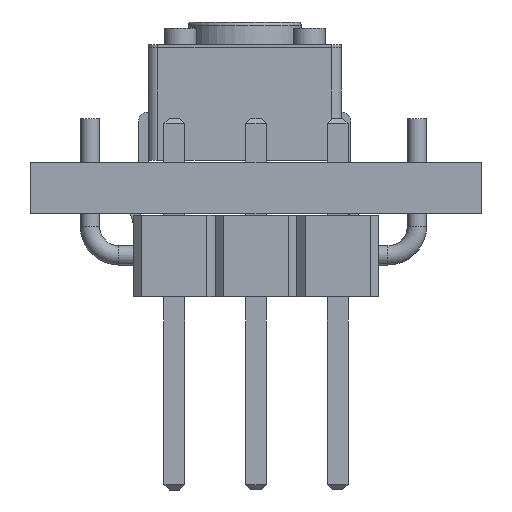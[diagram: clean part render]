
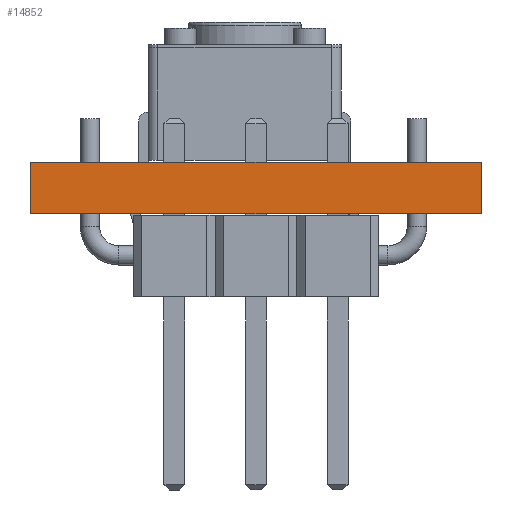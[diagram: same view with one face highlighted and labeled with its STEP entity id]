
A CAD part, front view. The second image highlights one B-rep face of the part: STEP entity #14852.
In plain terms, the highlighted planar face has unit normal (0, -1, 0).
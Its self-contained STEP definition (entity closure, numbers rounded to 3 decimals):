
#13453 = PLANE('',#13454);
#13454 = AXIS2_PLACEMENT_3D('',#13455,#13456,#13457);
#13455 = CARTESIAN_POINT('',(-14.,-11.,0.));
#13456 = DIRECTION('',(-1.,0.,0.));
#13457 = DIRECTION('',(0.,1.,0.));
#13481 = PLANE('',#13482);
#13482 = AXIS2_PLACEMENT_3D('',#13483,#13484,#13485);
#13483 = CARTESIAN_POINT('',(-7.,12.,1.6));
#13484 = DIRECTION('',(0.,0.,-1.));
#13485 = DIRECTION('',(-1.,0.,0.));
#13509 = PLANE('',#13510);
#13510 = AXIS2_PLACEMENT_3D('',#13511,#13512,#13513);
#13511 = CARTESIAN_POINT('',(0.,35.,0.));
#13512 = DIRECTION('',(1.,0.,0.));
#13513 = DIRECTION('',(0.,-1.,0.));
#13535 = PLANE('',#13536);
#13536 = AXIS2_PLACEMENT_3D('',#13537,#13538,#13539);
#13537 = CARTESIAN_POINT('',(-7.,12.,0.));
#13538 = DIRECTION('',(0.,0.,-1.));
#13539 = DIRECTION('',(-1.,0.,0.));
#13550 = EDGE_CURVE('',#13551,#13553,#13555,.T.);
#13551 = VERTEX_POINT('',#13552);
#13552 = CARTESIAN_POINT('',(-14.,-11.,0.));
#13553 = VERTEX_POINT('',#13554);
#13554 = CARTESIAN_POINT('',(-14.,-11.,1.6));
#13555 = SURFACE_CURVE('',#13556,(#13560,#13567),.PCURVE_S1.);
#13556 = LINE('',#13557,#13558);
#13557 = CARTESIAN_POINT('',(-14.,-11.,0.));
#13558 = VECTOR('',#13559,1.);
#13559 = DIRECTION('',(0.,0.,1.));
#13560 = PCURVE('',#13453,#13561);
#13561 = DEFINITIONAL_REPRESENTATION('',(#13562),#13566);
#13562 = LINE('',#13563,#13564);
#13563 = CARTESIAN_POINT('',(0.,0.));
#13564 = VECTOR('',#13565,1.);
#13565 = DIRECTION('',(0.,-1.));
#13566 = ( GEOMETRIC_REPRESENTATION_CONTEXT(2) 
PARAMETRIC_REPRESENTATION_CONTEXT() REPRESENTATION_CONTEXT('2D SPACE',''
  ) );
#13567 = PCURVE('',#13568,#13573);
#13568 = PLANE('',#13569);
#13569 = AXIS2_PLACEMENT_3D('',#13570,#13571,#13572);
#13570 = CARTESIAN_POINT('',(0.,-11.,0.));
#13571 = DIRECTION('',(0.,-1.,0.));
#13572 = DIRECTION('',(-1.,0.,0.));
#13573 = DEFINITIONAL_REPRESENTATION('',(#13574),#13578);
#13574 = LINE('',#13575,#13576);
#13575 = CARTESIAN_POINT('',(14.,0.));
#13576 = VECTOR('',#13577,1.);
#13577 = DIRECTION('',(0.,-1.));
#13578 = ( GEOMETRIC_REPRESENTATION_CONTEXT(2) 
PARAMETRIC_REPRESENTATION_CONTEXT() REPRESENTATION_CONTEXT('2D SPACE',''
  ) );
#13628 = VERTEX_POINT('',#13629);
#13629 = CARTESIAN_POINT('',(0.,-11.,1.6));
#13650 = EDGE_CURVE('',#13651,#13628,#13653,.T.);
#13651 = VERTEX_POINT('',#13652);
#13652 = CARTESIAN_POINT('',(0.,-11.,0.));
#13653 = SURFACE_CURVE('',#13654,(#13658,#13665),.PCURVE_S1.);
#13654 = LINE('',#13655,#13656);
#13655 = CARTESIAN_POINT('',(0.,-11.,0.));
#13656 = VECTOR('',#13657,1.);
#13657 = DIRECTION('',(0.,0.,1.));
#13658 = PCURVE('',#13509,#13659);
#13659 = DEFINITIONAL_REPRESENTATION('',(#13660),#13664);
#13660 = LINE('',#13661,#13662);
#13661 = CARTESIAN_POINT('',(46.,0.));
#13662 = VECTOR('',#13663,1.);
#13663 = DIRECTION('',(0.,-1.));
#13664 = ( GEOMETRIC_REPRESENTATION_CONTEXT(2) 
PARAMETRIC_REPRESENTATION_CONTEXT() REPRESENTATION_CONTEXT('2D SPACE',''
  ) );
#13665 = PCURVE('',#13568,#13666);
#13666 = DEFINITIONAL_REPRESENTATION('',(#13667),#13671);
#13667 = LINE('',#13668,#13669);
#13668 = CARTESIAN_POINT('',(0.,0.));
#13669 = VECTOR('',#13670,1.);
#13670 = DIRECTION('',(0.,-1.));
#13671 = ( GEOMETRIC_REPRESENTATION_CONTEXT(2) 
PARAMETRIC_REPRESENTATION_CONTEXT() REPRESENTATION_CONTEXT('2D SPACE',''
  ) );
#13699 = EDGE_CURVE('',#13651,#13551,#13700,.T.);
#13700 = SURFACE_CURVE('',#13701,(#13705,#13712),.PCURVE_S1.);
#13701 = LINE('',#13702,#13703);
#13702 = CARTESIAN_POINT('',(0.,-11.,0.));
#13703 = VECTOR('',#13704,1.);
#13704 = DIRECTION('',(-1.,0.,0.));
#13705 = PCURVE('',#13535,#13706);
#13706 = DEFINITIONAL_REPRESENTATION('',(#13707),#13711);
#13707 = LINE('',#13708,#13709);
#13708 = CARTESIAN_POINT('',(-7.,-23.));
#13709 = VECTOR('',#13710,1.);
#13710 = DIRECTION('',(1.,0.));
#13711 = ( GEOMETRIC_REPRESENTATION_CONTEXT(2) 
PARAMETRIC_REPRESENTATION_CONTEXT() REPRESENTATION_CONTEXT('2D SPACE',''
  ) );
#13712 = PCURVE('',#13568,#13713);
#13713 = DEFINITIONAL_REPRESENTATION('',(#13714),#13718);
#13714 = LINE('',#13715,#13716);
#13715 = CARTESIAN_POINT('',(0.,0.));
#13716 = VECTOR('',#13717,1.);
#13717 = DIRECTION('',(1.,0.));
#13718 = ( GEOMETRIC_REPRESENTATION_CONTEXT(2) 
PARAMETRIC_REPRESENTATION_CONTEXT() REPRESENTATION_CONTEXT('2D SPACE',''
  ) );
#14321 = EDGE_CURVE('',#13628,#13553,#14322,.T.);
#14322 = SURFACE_CURVE('',#14323,(#14327,#14334),.PCURVE_S1.);
#14323 = LINE('',#14324,#14325);
#14324 = CARTESIAN_POINT('',(0.,-11.,1.6));
#14325 = VECTOR('',#14326,1.);
#14326 = DIRECTION('',(-1.,0.,0.));
#14327 = PCURVE('',#13481,#14328);
#14328 = DEFINITIONAL_REPRESENTATION('',(#14329),#14333);
#14329 = LINE('',#14330,#14331);
#14330 = CARTESIAN_POINT('',(-7.,-23.));
#14331 = VECTOR('',#14332,1.);
#14332 = DIRECTION('',(1.,0.));
#14333 = ( GEOMETRIC_REPRESENTATION_CONTEXT(2) 
PARAMETRIC_REPRESENTATION_CONTEXT() REPRESENTATION_CONTEXT('2D SPACE',''
  ) );
#14334 = PCURVE('',#13568,#14335);
#14335 = DEFINITIONAL_REPRESENTATION('',(#14336),#14340);
#14336 = LINE('',#14337,#14338);
#14337 = CARTESIAN_POINT('',(0.,-1.6));
#14338 = VECTOR('',#14339,1.);
#14339 = DIRECTION('',(1.,0.));
#14340 = ( GEOMETRIC_REPRESENTATION_CONTEXT(2) 
PARAMETRIC_REPRESENTATION_CONTEXT() REPRESENTATION_CONTEXT('2D SPACE',''
  ) );
#14852 = ADVANCED_FACE('',(#14853),#13568,.T.);
#14853 = FACE_BOUND('',#14854,.T.);
#14854 = EDGE_LOOP('',(#14855,#14856,#14857,#14858));
#14855 = ORIENTED_EDGE('',*,*,#13650,.T.);
#14856 = ORIENTED_EDGE('',*,*,#14321,.T.);
#14857 = ORIENTED_EDGE('',*,*,#13550,.F.);
#14858 = ORIENTED_EDGE('',*,*,#13699,.F.);
